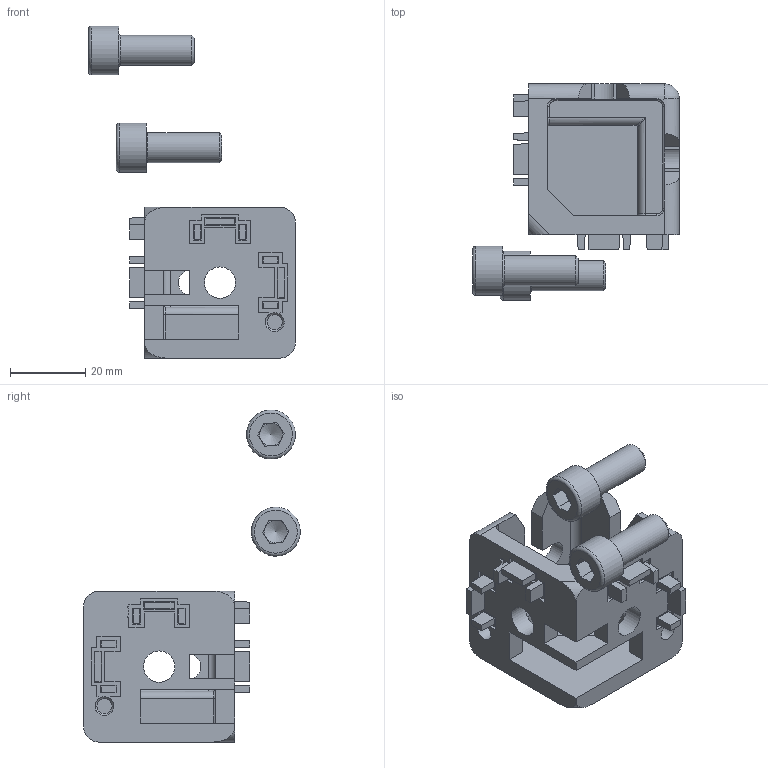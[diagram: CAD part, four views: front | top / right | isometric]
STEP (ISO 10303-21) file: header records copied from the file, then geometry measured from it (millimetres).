
FILE_DESCRIPTION (( 'STEP AP214' ), '1' );
FILE_NAME ('093wwc401n08s01.STEP', '2014-11-25T14:20:22', ( 'Admin' ), ( 'Hewlett-Packard Company' ), 'SwSTEP 2.0', 'SolidWorks 2014', '' );
FILE_SCHEMA (( 'AUTOMOTIVE_DESIGN' ));
Length unit declared in the file: millimetre
Products named in the file (3): 093wwc401n08r_093 wwc 401 n08 ; 4din912m0820m_DIN 912 M8 x 20 --- 20C; 093wwc401n08s01
Assembly tree (3 placements, depth 2):
  093wwc401n08s01
    093wwc401n08r_093 wwc 401 n08 
    4din912m0820m_DIN 912 M8 x 20 --- 20C  x2
Bounding box: 54.85 x 57.45 x 88.08 mm (x, y, z)
Volume: 31325.8 mm3; surface area: 16604.9 mm2
Topology: 3 solids, 3 shells, 246 faces, 638 edges, 409 vertices
Faces by surface type: plane 192, cylinder 36, torus 9, cone 6, sphere 2, bspline 1
Full cylindrical faces by diameter (mm): 5 x2, 8 x2, 8.3 x2, 13 x2
Entity records: 6886 total; most frequent: CARTESIAN_POINT 1261, ORIENTED_EDGE 1146, DIRECTION 1095, EDGE_CURVE 573, VECTOR 485, LINE 485, VERTEX_POINT 377, AXIS2_PLACEMENT_3D 305
